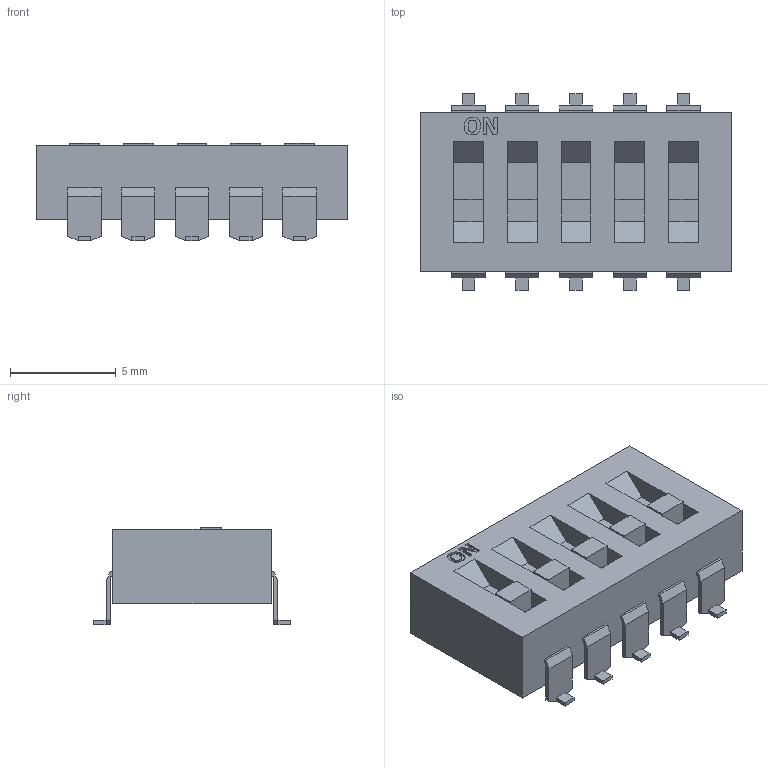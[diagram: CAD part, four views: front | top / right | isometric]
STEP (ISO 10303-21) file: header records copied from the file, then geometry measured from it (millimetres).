
FILE_DESCRIPTION (( 'STEP AP214' ), '1' );
FILE_NAME ('DMHA-05G-G.STEP', '2024-01-18T03:29:13', ( '' ), ( '' ), 'SwSTEP 2.0', 'SolidWorks 2019', '' );
FILE_SCHEMA (( 'AUTOMOTIVE_DESIGN' ));
Length unit declared in the file: millimetre
Products named in the file (1): DMHA-05G-G
Bounding box: 14.68 x 9.3 x 4.6 mm (x, y, z)
Volume: 374.7 mm3; surface area: 562.2 mm2
Topology: 16 solids, 16 shells, 254 faces, 622 edges, 408 vertices
Faces by surface type: plane 234, bspline 20
Entity records: 10818 total; most frequent: CARTESIAN_POINT 2313, ORIENTED_EDGE 1244, DIRECTION 1052, EDGE_CURVE 622, LINE 582, VECTOR 582, VERTEX_POINT 408, EDGE_LOOP 262
